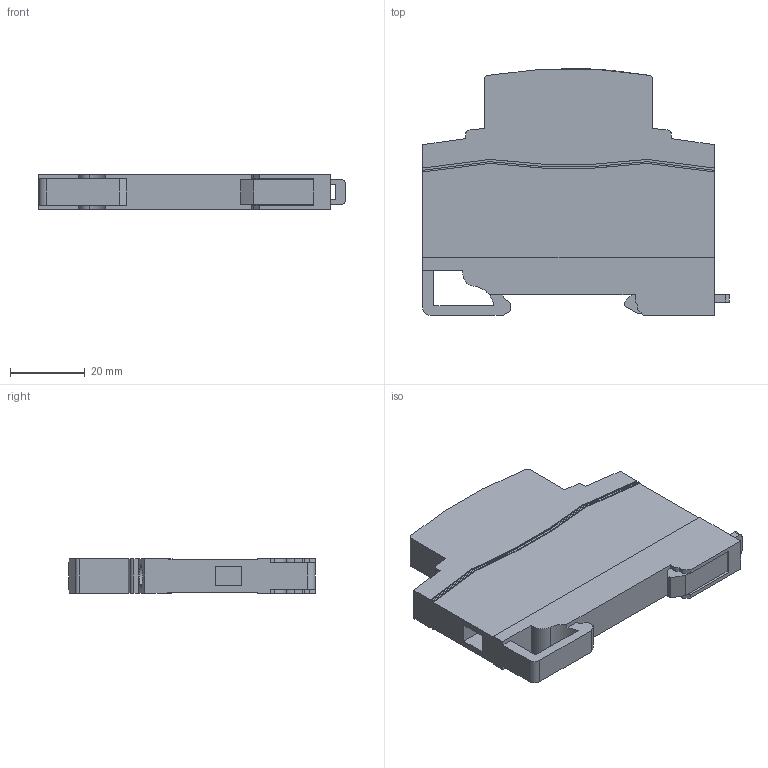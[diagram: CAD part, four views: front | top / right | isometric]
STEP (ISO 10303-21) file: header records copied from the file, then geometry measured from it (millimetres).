
FILE_DESCRIPTION (( 'STEP AP203' ), '1' );
FILE_NAME ('Ëàìïà ñèãíàëüíàÿ ËÑ-47 (çåëåíàÿ) EKF PROxima (mdla-47-g-pro).STEP', '2022-01-12T05:52:19', ( '' ), ( '' ), 'SwSTEP 2.0', 'SolidWorks 2021', '' );
FILE_SCHEMA (( 'CONFIG_CONTROL_DESIGN' ));
Length unit declared in the file: millimetre
Products named in the file (1): Ëàìïà ñèãíàëüíàÿ ËÑ-47 (çåëåíàÿ) EKF PROxima (mdla-47-g-pro)
Bounding box: 82 x 65.93 x 9.2 mm (x, y, z)
Volume: 36061.6 mm3; surface area: 13269 mm2
Topology: 2 solids, 2 shells, 306 faces, 802 edges, 504 vertices
Faces by surface type: plane 192, cylinder 71, torus 21, bspline 16, sphere 6
Entity records: 10734 total; most frequent: CARTESIAN_POINT 3175, ORIENTED_EDGE 1588, DIRECTION 1521, EDGE_CURVE 794, VECTOR 553, LINE 553, VERTEX_POINT 502, AXIS2_PLACEMENT_3D 484
